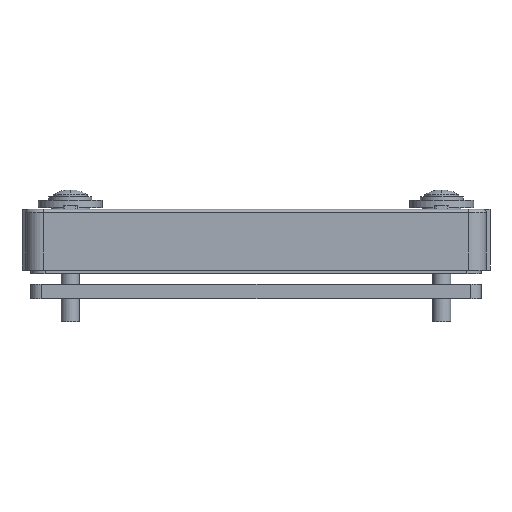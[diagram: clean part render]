
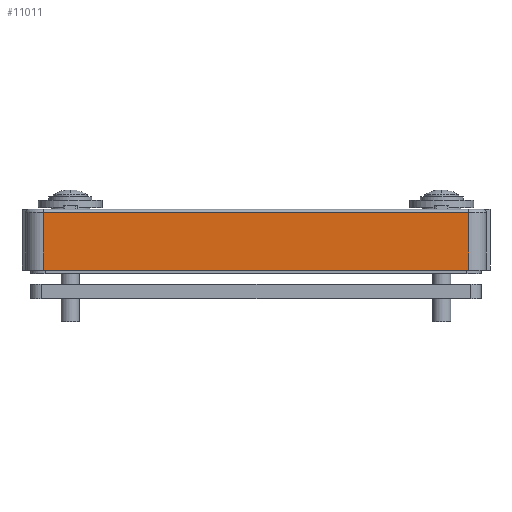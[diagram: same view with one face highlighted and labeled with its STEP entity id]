
A CAD part, front view. The second image highlights one B-rep face of the part: STEP entity #11011.
In plain terms, the highlighted planar face has unit normal (0, -1, 0).
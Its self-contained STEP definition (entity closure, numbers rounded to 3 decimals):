
#364 = ORIENTED_EDGE ( 'NONE', *, *, #14827, .F. ) ;
#1385 = ORIENTED_EDGE ( 'NONE', *, *, #14678, .F. ) ;
#2827 = EDGE_CURVE ( 'NONE', #2855, #15832, #9180, .T. ) ;
#2855 = VERTEX_POINT ( 'NONE', #14687 ) ;
#4016 = VECTOR ( 'NONE', #7695, 1000. ) ;
#4372 = VERTEX_POINT ( 'NONE', #9173 ) ;
#4870 = DIRECTION ( 'NONE',  ( 0., 0., -1. ) ) ;
#5404 = VECTOR ( 'NONE', #7530, 1000. ) ;
#5519 = EDGE_CURVE ( 'NONE', #15832, #12577, #17166, .T. ) ;
#6028 = CARTESIAN_POINT ( 'NONE',  ( 0., -30., 17. ) ) ;
#6271 = CARTESIAN_POINT ( 'NONE',  ( 59.5, -30., 17. ) ) ;
#6532 = DIRECTION ( 'NONE',  ( -1., 0., 0. ) ) ;
#7457 = DIRECTION ( 'NONE',  ( 0., 0., -1. ) ) ;
#7530 = DIRECTION ( 'NONE',  ( -1., 0., 0. ) ) ;
#7695 = DIRECTION ( 'NONE',  ( 0., 0., -1. ) ) ;
#7871 = ORIENTED_EDGE ( 'NONE', *, *, #5519, .T. ) ;
#8969 = CARTESIAN_POINT ( 'NONE',  ( 0., -30., 16. ) ) ;
#9173 = CARTESIAN_POINT ( 'NONE',  ( 59.5, -30., 0. ) ) ;
#9180 = LINE ( 'NONE', #8969, #5404 ) ;
#10399 = ORIENTED_EDGE ( 'NONE', *, *, #2827, .T. ) ;
#10571 = VECTOR ( 'NONE', #6532, 1000. ) ;
#11011 = ADVANCED_FACE ( 'NONE', ( #15893 ), #17320, .T. ) ;
#11789 = LINE ( 'NONE', #16397, #10571 ) ;
#12166 = AXIS2_PLACEMENT_3D ( 'NONE', #6028, #15953, #7457 ) ;
#12577 = VERTEX_POINT ( 'NONE', #13242 ) ;
#13242 = CARTESIAN_POINT ( 'NONE',  ( -59.5, -30., 0. ) ) ;
#14678 = EDGE_CURVE ( 'NONE', #2855, #4372, #15333, .T. ) ;
#14687 = CARTESIAN_POINT ( 'NONE',  ( 59.5, -30., 16. ) ) ;
#14813 = CARTESIAN_POINT ( 'NONE',  ( -59.5, -30., 17. ) ) ;
#14827 = EDGE_CURVE ( 'NONE', #4372, #12577, #11789, .T. ) ;
#15333 = LINE ( 'NONE', #6271, #4016 ) ;
#15832 = VERTEX_POINT ( 'NONE', #18232 ) ;
#15893 = FACE_OUTER_BOUND ( 'NONE', #18132, .T. ) ;
#15953 = DIRECTION ( 'NONE',  ( 0., -1., 0. ) ) ;
#16397 = CARTESIAN_POINT ( 'NONE',  ( 0., -30., 0. ) ) ;
#17166 = LINE ( 'NONE', #14813, #18075 ) ;
#17320 = PLANE ( 'NONE',  #12166 ) ;
#18075 = VECTOR ( 'NONE', #4870, 1000. ) ;
#18132 = EDGE_LOOP ( 'NONE', ( #1385, #10399, #7871, #364 ) ) ;
#18232 = CARTESIAN_POINT ( 'NONE',  ( -59.5, -30., 16. ) ) ;
